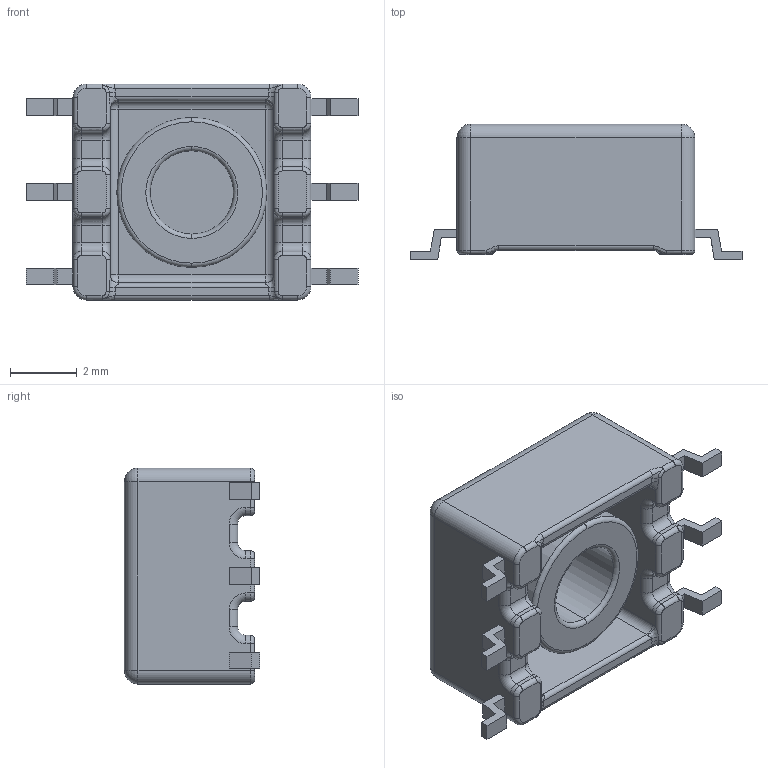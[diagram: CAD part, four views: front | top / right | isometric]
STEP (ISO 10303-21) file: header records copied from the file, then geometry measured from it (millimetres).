
FILE_DESCRIPTION(('FreeCAD Model'),'2;1');
FILE_NAME('TOR_1109_2270_cp.step','2019-08-26T10:45:29',( 'kicad StepUp'),('ksu MCAD'),'Open CASCADE STEP processor 7.3', 'FreeCAD','Unknown');
FILE_SCHEMA(('AUTOMOTIVE_DESIGN { 1 0 10303 214 1 1 1 1 }'));
Length unit declared in the file: millimetre
Products named in the file (1): TOR_1109_2270_cp
Bounding box: 9.96 x 4.06 x 6.48 mm (x, y, z)
Volume: 110.2 mm3; surface area: 346.6 mm2
Topology: 2 solids, 2 shells, 242 faces, 576 edges, 336 vertices
Faces by surface type: plane 86, cylinder 84, torus 36, revolution 20, sphere 8, bspline 8
Entity records: 8978 total; most frequent: CARTESIAN_POINT 1627, DIRECTION 1246, ORIENTED_EDGE 1136, EDGE_CURVE 568, AXIS2_PLACEMENT_3D 459, VERTEX_POINT 336, LINE 308, VECTOR 308
